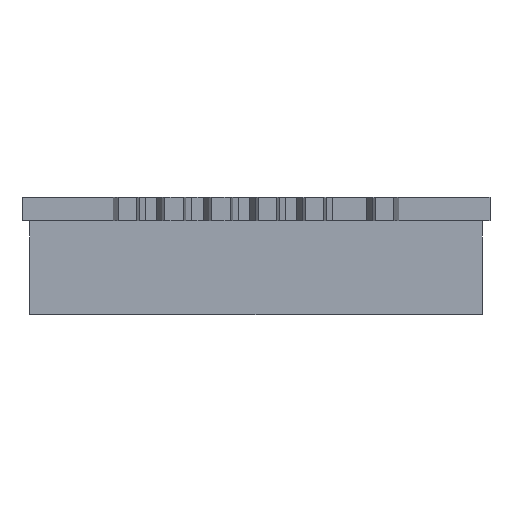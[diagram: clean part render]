
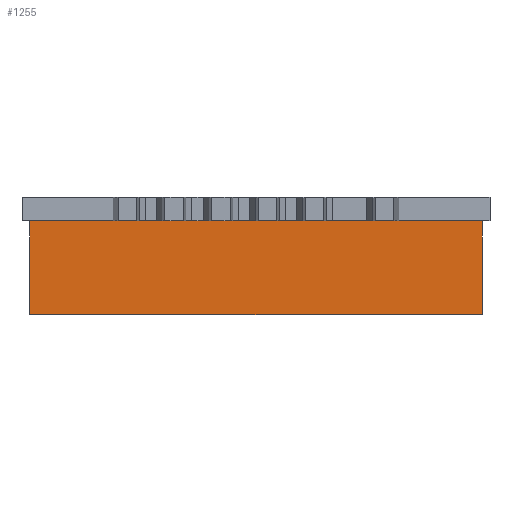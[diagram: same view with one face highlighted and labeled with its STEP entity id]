
A CAD part, front view. The second image highlights one B-rep face of the part: STEP entity #1255.
In plain terms, the highlighted planar face has unit normal (0, -1, 0).
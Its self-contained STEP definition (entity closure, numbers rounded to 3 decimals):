
#270 = CARTESIAN_POINT ( 'NONE',  ( -5.344, 8., -6. ) ) ;
#282 = CARTESIAN_POINT ( 'NONE',  ( -5.344, 8., -6. ) ) ;
#315 = DIRECTION ( 'NONE',  ( 1., 0., 0. ) ) ;
#317 = CARTESIAN_POINT ( 'NONE',  ( 23.656, 8., -6. ) ) ;
#320 = DIRECTION ( 'NONE',  ( 0., 0., 1. ) ) ;
#325 = DIRECTION ( 'NONE',  ( 1., 0., 0. ) ) ;
#331 = CARTESIAN_POINT ( 'NONE',  ( -5.344, 8., 0. ) ) ;
#337 = DIRECTION ( 'NONE',  ( 0., 0., 1. ) ) ;
#381 = CARTESIAN_POINT ( 'NONE',  ( 23.656, 8., 0. ) ) ;
#398 = CARTESIAN_POINT ( 'NONE',  ( -5.344, 8., -6. ) ) ;
#399 = CARTESIAN_POINT ( 'NONE',  ( 23.656, 8., -6. ) ) ;
#412 = CARTESIAN_POINT ( 'NONE',  ( -5.344, 8., 0. ) ) ;
#430 = CARTESIAN_POINT ( 'NONE',  ( -5.344, 8., -6. ) ) ;
#432 = DIRECTION ( 'NONE',  ( 0., -1., 0. ) ) ;
#452 = PLANE ( 'NONE',  #1216 ) ;
#454 = DIRECTION ( 'NONE',  ( 0., 0., -1. ) ) ;
#623 = EDGE_CURVE ( 'NONE', #877, #921, #1001, .T. ) ;
#624 = EDGE_CURVE ( 'NONE', #861, #875, #984, .T. ) ;
#625 = EDGE_CURVE ( 'NONE', #877, #861, #990, .T. ) ;
#634 = EDGE_CURVE ( 'NONE', #921, #875, #986, .T. ) ;
#861 = VERTEX_POINT ( 'NONE', #399 ) ;
#875 = VERTEX_POINT ( 'NONE', #381 ) ;
#877 = VERTEX_POINT ( 'NONE', #398 ) ;
#921 = VERTEX_POINT ( 'NONE', #412 ) ;
#924 = ORIENTED_EDGE ( 'NONE', *, *, #623, .F. ) ;
#925 = ORIENTED_EDGE ( 'NONE', *, *, #634, .F. ) ;
#955 = ORIENTED_EDGE ( 'NONE', *, *, #624, .T. ) ;
#960 = ORIENTED_EDGE ( 'NONE', *, *, #625, .T. ) ;
#965 = VECTOR ( 'NONE', #337, 1000. ) ;
#984 = LINE ( 'NONE', #317, #1002 ) ;
#986 = LINE ( 'NONE', #331, #1010 ) ;
#990 = LINE ( 'NONE', #270, #1004 ) ;
#1001 = LINE ( 'NONE', #282, #965 ) ;
#1002 = VECTOR ( 'NONE', #320, 1000. ) ;
#1004 = VECTOR ( 'NONE', #315, 1000. ) ;
#1010 = VECTOR ( 'NONE', #325, 1000. ) ;
#1016 = FACE_OUTER_BOUND ( 'NONE', #1078, .T. ) ;
#1078 = EDGE_LOOP ( 'NONE', ( #925, #924, #960, #955 ) ) ;
#1216 = AXIS2_PLACEMENT_3D ( 'NONE', #430, #432, #454 ) ;
#1255 = ADVANCED_FACE ( 'NONE', ( #1016 ), #452, .T. ) ;
